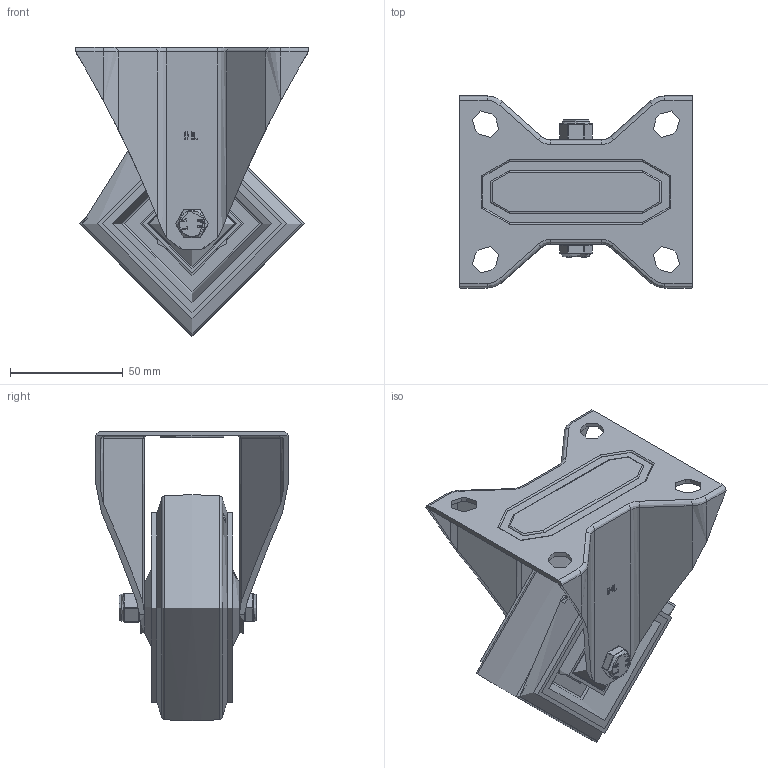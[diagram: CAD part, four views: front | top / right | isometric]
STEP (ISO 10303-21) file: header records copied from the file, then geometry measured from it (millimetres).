
FILE_DESCRIPTION(/* description */ ('','CAx-IF Rec.Pracs.---Representation and Presentation of Product Manufacturing Information (PMI)---4.0---2014-10-13'),/* implementation_level */ '2;1');
FILE_NAME(/* name */ 'BZMMF100RNBJEC.step',/* time_stamp */ '2025-01-07T09:31:34Z',/* author */ (''),/* organization */ (''),/* preprocessor_version */ 'ST-DEVELOPER v20',/* originating_system */ 'Autodesk Translation Framework v13.20.0.188',/* authorisation */ '');
FILE_SCHEMA (('AP242_MANAGED_MODEL_BASED_3D_ENGINEERING_MIM_LF { 1 0 10303 442 1 1 4 }'));
Length unit declared in the file: millimetre
Products named in the file (29): BZMMF100RNBJEC; BZMMF100AS - 42 v1; ZINC PLATED, PRESSED STEEL BRACKET; BZMM100WRNBJM8EC v1; BZMM100WRNBJEC; 65 SHORE A ELECTRICALLY CONDUCTIVE  ELASTIC RUBBER; 65 SHORE A ELECTRICALLY CONDUCTIVE  ELASTIC RUBBER Geometry; SPOT; NYLON RIM; BEARING 6202; METAL; METAL2; Pattern; Component1; MIDDLE; RUBBER; RUBBER2; HUBCAPM8X42RNEC; HUB CAP; HUBCAPM8X42RNEC (1); HUB CAP (1); HUB CAP Geometry; SPOT2; HEXBOLTM8X55Z8.8 v2; GRADE 8.8 ZINC PLATED BOLT; NYLOCM8Z v1; NYLOC NUT; NUT; RUBBER (1)
Assembly tree (37 placements, depth 6):
  BZMMF100RNBJEC
    BZMMF100AS - 42 v1
      ZINC PLATED, PRESSED STEEL BRACKET
    BZMM100WRNBJM8EC v1
      BZMM100WRNBJEC
        65 SHORE A ELECTRICALLY CONDUCTIVE  ELASTIC RUBBER
          65 SHORE A ELECTRICALLY CONDUCTIVE  ELASTIC RUBBER Geometry
          SPOT
        NYLON RIM
        BEARING 6202
          METAL
          METAL2
          Pattern
            Component1  x8
          MIDDLE
          RUBBER
          RUBBER2
      HUBCAPM8X42RNEC
        HUB CAP
          HUB CAP Geometry
          SPOT2
      HUBCAPM8X42RNEC (1)
        HUB CAP (1)
          HUB CAP Geometry
          SPOT2
    HEXBOLTM8X55Z8.8 v2
      GRADE 8.8 ZINC PLATED BOLT
    NYLOCM8Z v1
      NYLOC NUT
        NUT
        RUBBER (1)
Bounding box: 103 x 85 x 127.95 mm (x, y, z)
Volume: 225743.6 mm3; surface area: 115992.1 mm2
Topology: 24 solids, 24 shells, 788 faces, 1886 edges, 1215 vertices
Faces by surface type: plane 281, cylinder 228, bspline 177, sphere 48, torus 40, cone 14
Full cylindrical faces by diameter (mm): 0.664 x2, 3 x4, 4 x2, 6.446 x7, 7.866 x13, 8 x3, 8.2 x2, 8.25 x2, 8.6 x2, 11.5 x1, 12.1 x1, 14.9 x2, 15 x1, 18 x1, 19.5 x2, 20 x4, 22.5 x2, 23 x2, 26 x2, 28 x2, 30 x4, 30.5 x2, 31 x4, 32 x1, 32.5 x2, 34.5 x2, 35 x2, 36.25 x2, 38.25 x2, 39.5 x2
Entity records: 30178 total; most frequent: CARTESIAN_POINT 12692, ORIENTED_EDGE 3612, DIRECTION 3119, EDGE_CURVE 1806, VERTEX_POINT 1177, AXIS2_PLACEMENT_3D 1173, EDGE_LOOP 905, LINE 773
